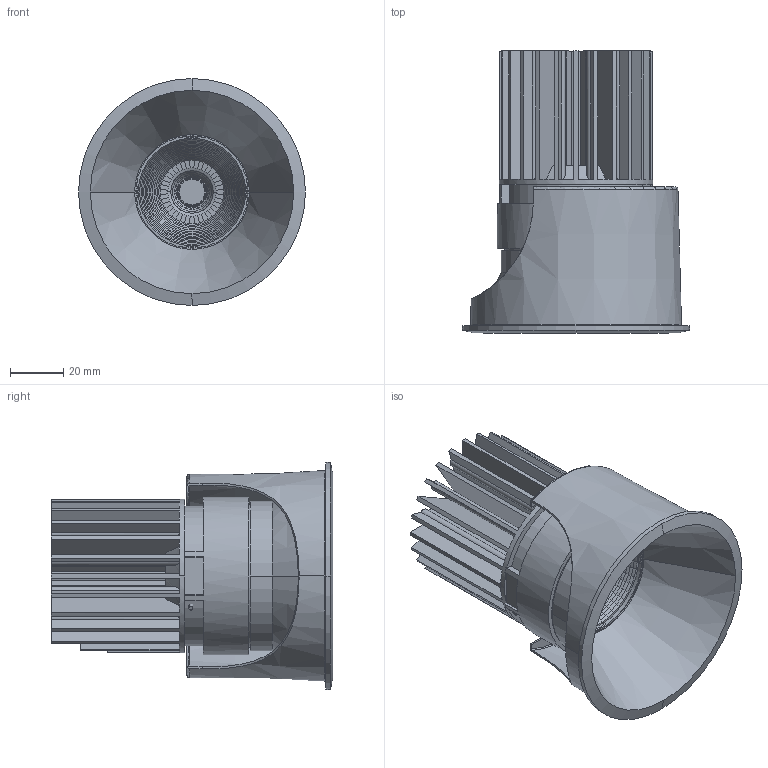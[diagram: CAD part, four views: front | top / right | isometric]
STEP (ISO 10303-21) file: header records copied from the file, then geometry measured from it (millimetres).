
FILE_DESCRIPTION((''),'2;1');
FILE_NAME('220-0560_ASM','2018-07-30T',('manuel.reismann'),(''),'CREO PARAMETRIC BY PTC INC, 2017020','CREO PARAMETRIC BY PTC INC, 2017020','');
FILE_SCHEMA(('CONFIG_CONTROL_DESIGN'));
Length unit declared in the file: millimetre
Products named in the file (11): E59-050F1; E59-052-V2; E60-013; E15-00028; BRIDGELUX-V10_3000K; ZYLINDERSCHRAUBE-M3X5-FLACH-TX; C05-0063C-30K_ASM; SHINLAND44-R1; E04-1406; 29008_ASM; 220-0560_ASM
Assembly tree (11 placements, depth 3):
  220-0560_ASM
    E59-050F1
    C05-0063C-30K_ASM
      E59-052-V2
      E60-013
      E15-00028
      BRIDGELUX-V10_3000K
      ZYLINDERSCHRAUBE-M3X5-FLACH-TX  x2
    SHINLAND44-R1
    29008_ASM
      E04-1406
Bounding box: 85 x 105.55 x 85 mm (x, y, z)
Volume: 93058.8 mm3; surface area: 109548.1 mm2
Topology: 26 solids, 42 shells, 1808 faces, 4509 edges, 2781 vertices
Faces by surface type: bspline 770, plane 700, cylinder 232, cone 57, torus 45, revolution 4
Entity records: 139192 total; most frequent: CARTESIAN_POINT 91710, ORIENTED_EDGE 8738, DIRECTION 5384, EDGE_CURVE 4417, PRESENTATION_STYLE_ASSIGNMENT 3101, STYLED_ITEM 3096, CURVE_STYLE 2829, VERTEX_POINT 2721
